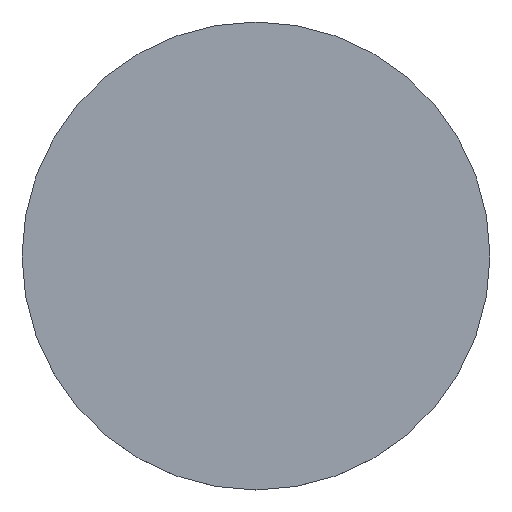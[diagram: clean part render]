
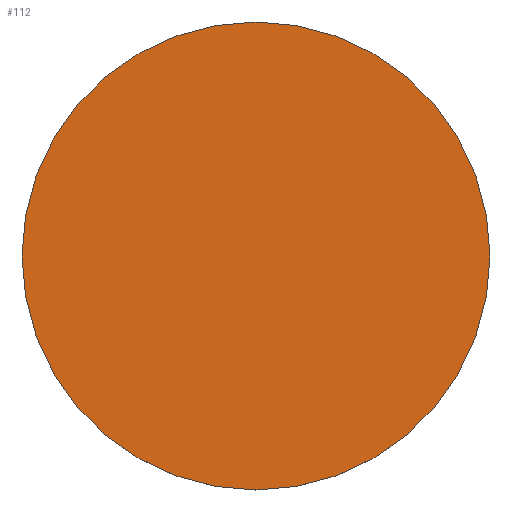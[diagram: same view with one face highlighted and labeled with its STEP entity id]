
A CAD part, top view. The second image highlights one B-rep face of the part: STEP entity #112.
In plain terms, the highlighted planar face has unit normal (0, 0, 1).
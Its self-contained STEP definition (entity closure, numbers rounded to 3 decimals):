
#34=FACE_OUTER_BOUND('',#46,.T.);
#46=EDGE_LOOP('',(#86));
#58=CIRCLE('',#143,27.5);
#66=VERTEX_POINT('',#208);
#74=EDGE_CURVE('',#66,#66,#58,.T.);
#86=ORIENTED_EDGE('',*,*,#74,.T.);
#107=PLANE('',#142);
#112=ADVANCED_FACE('',(#34),#107,.T.);
#142=AXIS2_PLACEMENT_3D('',#207,#172,#173);
#143=AXIS2_PLACEMENT_3D('',#209,#174,#175);
#172=DIRECTION('center_axis',(0.,0.,1.));
#173=DIRECTION('ref_axis',(1.,0.,0.));
#174=DIRECTION('center_axis',(0.,0.,1.));
#175=DIRECTION('ref_axis',(1.,0.,0.));
#207=CARTESIAN_POINT('Origin',(0.,0.,0.2));
#208=CARTESIAN_POINT('',(-27.5,0.,0.2));
#209=CARTESIAN_POINT('Origin',(0.,0.,0.2));
